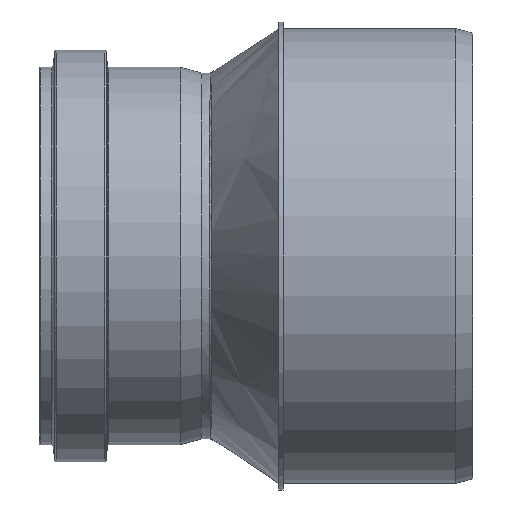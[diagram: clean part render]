
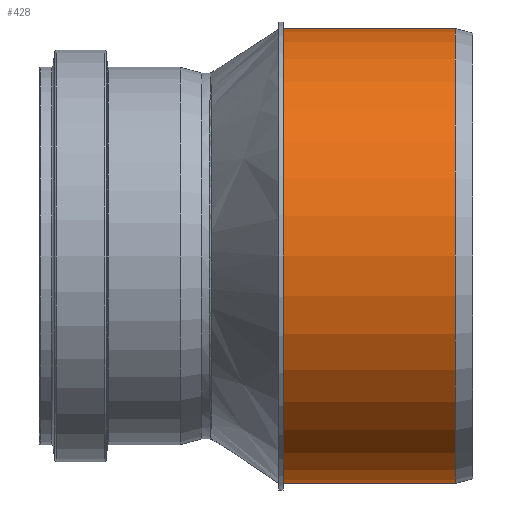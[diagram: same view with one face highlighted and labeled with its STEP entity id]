
A CAD part, left-side view. The second image highlights one B-rep face of the part: STEP entity #428.
In plain terms, the highlighted cylindrical face has radius 157.8 mm (diameter 315.6 mm), a full revolution.
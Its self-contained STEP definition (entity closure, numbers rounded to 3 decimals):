
#40=FACE_BOUND('',#170,.T.);
#76=CIRCLE('',#469,157.8);
#77=CIRCLE('',#471,157.8);
#106=CYLINDRICAL_SURFACE('',#470,157.8);
#127=FACE_OUTER_BOUND('',#169,.T.);
#169=EDGE_LOOP('',(#354));
#170=EDGE_LOOP('',(#355));
#253=VERTEX_POINT('',#1783);
#254=VERTEX_POINT('',#1786);
#298=EDGE_CURVE('',#253,#253,#76,.T.);
#299=EDGE_CURVE('',#254,#254,#77,.T.);
#354=ORIENTED_EDGE('',*,*,#298,.T.);
#355=ORIENTED_EDGE('',*,*,#299,.F.);
#428=ADVANCED_FACE('',(#127,#40),#106,.T.);
#469=AXIS2_PLACEMENT_3D('',#1784,#547,#548);
#470=AXIS2_PLACEMENT_3D('',#1785,#549,#550);
#471=AXIS2_PLACEMENT_3D('',#1787,#551,#552);
#547=DIRECTION('center_axis',(0.,1.,0.));
#548=DIRECTION('ref_axis',(1.,0.,0.));
#549=DIRECTION('center_axis',(0.,1.,0.));
#550=DIRECTION('ref_axis',(-1.,0.,0.));
#551=DIRECTION('center_axis',(0.,1.,0.));
#552=DIRECTION('ref_axis',(-1.,0.,0.));
#1783=CARTESIAN_POINT('',(-188.75,12.,0.));
#1784=CARTESIAN_POINT('Origin',(-30.95,12.,0.));
#1785=CARTESIAN_POINT('Origin',(-30.95,71.75,0.));
#1786=CARTESIAN_POINT('',(-188.75,131.5,0.));
#1787=CARTESIAN_POINT('Origin',(-30.95,131.5,0.));
